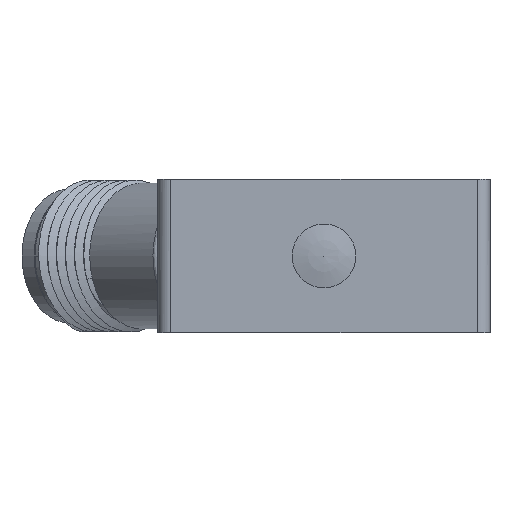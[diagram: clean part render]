
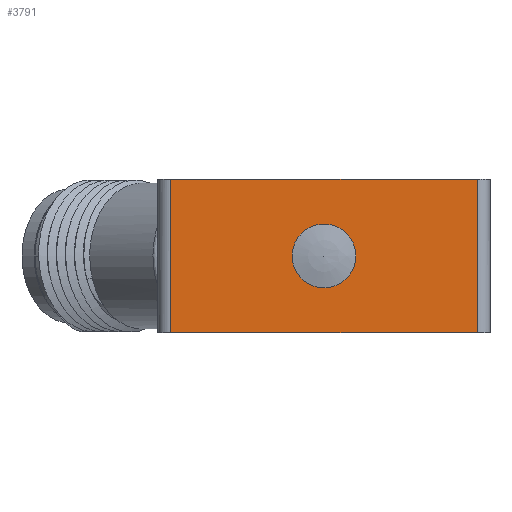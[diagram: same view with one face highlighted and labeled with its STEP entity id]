
A CAD part, front view. The second image highlights one B-rep face of the part: STEP entity #3791.
In plain terms, the highlighted free-form (B-spline) face has degree [1, 1] with [2, 2] control points.
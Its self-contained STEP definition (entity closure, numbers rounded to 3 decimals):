
#270=CARTESIAN_POINT('',(12.,0.,-6.));
#271=VERTEX_POINT('',#270);
#279=CARTESIAN_POINT('',(12.,0.,6.));
#280=VERTEX_POINT('',#279);
#287=CARTESIAN_POINT('',(12.,0.,6.));
#288=CARTESIAN_POINT('',(12.,0.,-6.));
#289=B_SPLINE_CURVE_WITH_KNOTS('',1,(#287,#288),.POLYLINE_FORM.,.F.,.U.,(2,2),(0.,1.),.UNSPECIFIED.);
#290=EDGE_CURVE('',#280,#271,#289,.T.);
#304=CARTESIAN_POINT('',(-12.,0.,-6.));
#305=VERTEX_POINT('',#304);
#312=CARTESIAN_POINT('',(-12.,0.,6.));
#313=VERTEX_POINT('',#312);
#314=CARTESIAN_POINT('',(-12.,0.,-6.));
#315=CARTESIAN_POINT('',(-12.,0.,6.));
#316=B_SPLINE_CURVE_WITH_KNOTS('',1,(#314,#315),.POLYLINE_FORM.,.F.,.U.,(2,2),(0.,1.),.UNSPECIFIED.);
#317=EDGE_CURVE('',#305,#313,#316,.T.);
#343=CARTESIAN_POINT('',(12.,0.,-6.));
#344=CARTESIAN_POINT('',(-12.,0.,-6.));
#345=B_SPLINE_CURVE_WITH_KNOTS('',1,(#343,#344),.POLYLINE_FORM.,.F.,.U.,(2,2),(0.038,0.962),.UNSPECIFIED.);
#346=EDGE_CURVE('',#271,#305,#345,.T.);
#3760=CARTESIAN_POINT('',(-13.,0.,-6.));
#3761=CARTESIAN_POINT('',(-13.,0.,6.));
#3762=CARTESIAN_POINT('',(13.,0.,-6.));
#3763=CARTESIAN_POINT('',(13.,0.,6.));
#3764=B_SPLINE_SURFACE_WITH_KNOTS('',1,1,((#3760,#3761),(#3762,#3763)),.PLANE_SURF.,.F.,.F.,.U.,(2,2),(2,2),(0.,1.),(0.,1.),.UNSPECIFIED.);
#3765=ORIENTED_EDGE('',*,*,#346,.F.);
#3766=ORIENTED_EDGE('',*,*,#290,.F.);
#3767=CARTESIAN_POINT('',(12.,0.,6.));
#3768=CARTESIAN_POINT('',(-12.,0.,6.));
#3769=B_SPLINE_CURVE_WITH_KNOTS('',1,(#3767,#3768),.POLYLINE_FORM.,.F.,.U.,(2,2),(0.038,0.962),.UNSPECIFIED.);
#3770=EDGE_CURVE('',#280,#313,#3769,.T.);
#3771=ORIENTED_EDGE('',*,*,#3770,.T.);
#3772=ORIENTED_EDGE('',*,*,#317,.F.);
#3773=EDGE_LOOP('',(#3765,#3766,#3771,#3772));
#3774=FACE_OUTER_BOUND('',#3773,.T.);
#3775=CARTESIAN_POINT('',(2.5,0.,0.));
#3776=VERTEX_POINT('',#3775);
#3777=CARTESIAN_POINT('',(2.5,0.,0.));
#3778=CARTESIAN_POINT('',(2.5,0.,-2.5));
#3779=CARTESIAN_POINT('',(0.,0.,-2.5));
#3780=CARTESIAN_POINT('',(-2.5,0.,-2.5));
#3781=CARTESIAN_POINT('',(-2.5,0.,0.));
#3782=CARTESIAN_POINT('',(-2.5,0.,2.5));
#3783=CARTESIAN_POINT('',(0.,0.,2.5));
#3784=CARTESIAN_POINT('',(2.5,0.,2.5));
#3785=CARTESIAN_POINT('',(2.5,0.,0.));
#3786=(BOUNDED_CURVE()B_SPLINE_CURVE(2,(#3777,#3778,#3779,#3780,#3781,#3782,#3783,#3784,#3785),.CIRCULAR_ARC.,.T.,.U.)B_SPLINE_CURVE_WITH_KNOTS((3,2,2,2,3),(0.,0.25,0.5,0.75,1.),.UNSPECIFIED.)CURVE()GEOMETRIC_REPRESENTATION_ITEM()RATIONAL_B_SPLINE_CURVE((1.,0.707,1.,0.707,1.,0.707,1.,0.707,1.))REPRESENTATION_ITEM(''));
#3787=EDGE_CURVE('',#3776,#3776,#3786,.T.);
#3788=ORIENTED_EDGE('',*,*,#3787,.T.);
#3789=EDGE_LOOP('',(#3788));
#3790=FACE_BOUND('',#3789,.T.);
#3791=ADVANCED_FACE('',(#3774,#3790),#3764,.T.);
